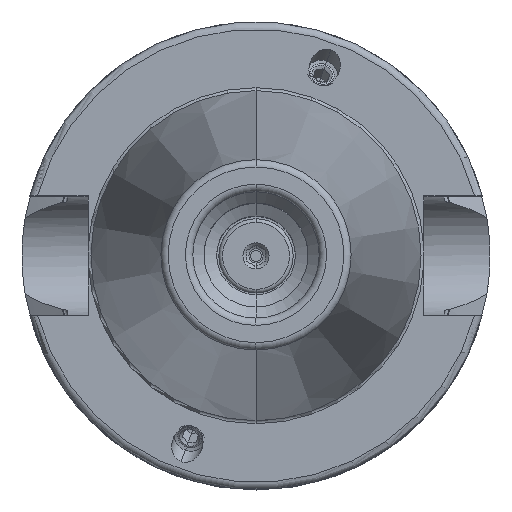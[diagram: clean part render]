
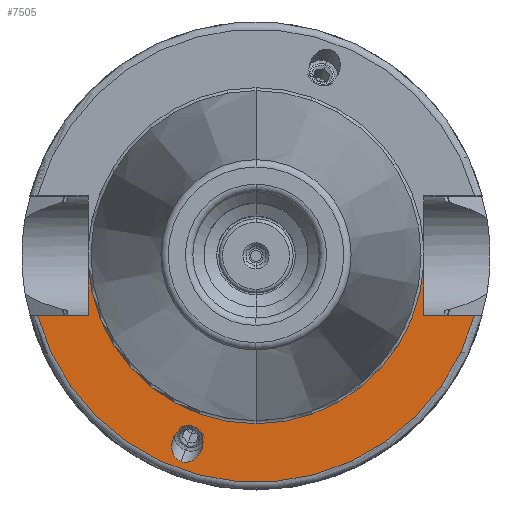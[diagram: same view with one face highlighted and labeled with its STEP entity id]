
A CAD part, top view. The second image highlights one B-rep face of the part: STEP entity #7505.
In plain terms, the highlighted planar face has unit normal (0, 0, 1).
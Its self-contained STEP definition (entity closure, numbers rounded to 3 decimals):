
#1079=CARTESIAN_POINT('',(0,0,25));
#1080=DIRECTION('',(0,0,-1));
#1081=DIRECTION('',(0.999,-0.047,0));
#1082=AXIS2_PLACEMENT_3D('',#1079,#1080,#1081);
#1398=DIRECTION('',(1,0,0));
#1399=VECTOR('',#1398,6.818);
#1400=CARTESIAN_POINT('',(-29.418,-8.05,25));
#1401=LINE('',#1400,#1399);
#1402=DIRECTION('',(0,1,0));
#1403=VECTOR('',#1402,6.987);
#1404=CARTESIAN_POINT('',(-22.6,-8.05,25));
#1405=LINE('',#1404,#1403);
#1406=DIRECTION('',(0,-1,0));
#1407=VECTOR('',#1406,6.987);
#1408=CARTESIAN_POINT('',(22.6,-1.063,25));
#1409=LINE('',#1408,#1407);
#1410=DIRECTION('',(-1,0,0));
#1411=VECTOR('',#1410,6.818);
#1412=CARTESIAN_POINT('',(29.418,-8.05,25));
#1413=LINE('',#1412,#1411);
#1458=CARTESIAN_POINT('',(-8.379,-23.02,25));
#1459=CARTESIAN_POINT('',(-8.606,-22.937,25));
#1460=CARTESIAN_POINT('',(-9.133,-22.859,25));
#1461=CARTESIAN_POINT('',(-10.014,-23.149,25));
#1462=CARTESIAN_POINT('',(-10.635,-23.711,25));
#1463=CARTESIAN_POINT('',(-10.986,-24.253,25));
#1464=CARTESIAN_POINT('',(-11.171,-24.667,25));
#1465=CARTESIAN_POINT('',(-11.295,-25.103,25));
#1466=CARTESIAN_POINT('',(-11.375,-25.744,25));
#1467=CARTESIAN_POINT('',(-11.261,-26.573,25));
#1468=CARTESIAN_POINT('',(-10.771,-27.362,25));
#1469=CARTESIAN_POINT('',(-10.318,-27.641,25));
#1470=CARTESIAN_POINT('',(-10.09,-27.723,25));
#1472=CARTESIAN_POINT('',(-10.09,-27.723,25));
#1473=CARTESIAN_POINT('',(-9.863,-27.806,25));
#1474=CARTESIAN_POINT('',(-9.337,-27.884,25));
#1475=CARTESIAN_POINT('',(-8.455,-27.594,25));
#1476=CARTESIAN_POINT('',(-7.834,-27.033,25));
#1477=CARTESIAN_POINT('',(-7.483,-26.49,25));
#1478=CARTESIAN_POINT('',(-7.298,-26.077,25));
#1479=CARTESIAN_POINT('',(-7.174,-25.641,25));
#1480=CARTESIAN_POINT('',(-7.094,-25.,25));
#1481=CARTESIAN_POINT('',(-7.208,-24.17,25));
#1482=CARTESIAN_POINT('',(-7.698,-23.381,25));
#1483=CARTESIAN_POINT('',(-8.152,-23.103,25));
#1484=CARTESIAN_POINT('',(-8.379,-23.02,25));
#1507=CARTESIAN_POINT('',(0,0,25));
#1508=DIRECTION('',(0,0,1));
#1509=DIRECTION('',(-0.999,-0.047,0));
#1510=AXIS2_PLACEMENT_3D('',#1507,#1508,#1509);
#1529=CARTESIAN_POINT('',(0,0,25));
#1530=DIRECTION('',(0,0,1));
#1531=DIRECTION('',(-0.965,-0.264,0));
#1532=AXIS2_PLACEMENT_3D('',#1529,#1530,#1531);
#4683=CARTESIAN_POINT('',(-29.418,-8.05,25));
#4684=CARTESIAN_POINT('',(-22.6,-8.05,25));
#4685=VERTEX_POINT('',#4683);
#4686=VERTEX_POINT('',#4684);
#4687=CARTESIAN_POINT('',(-22.6,-1.063,25));
#4688=VERTEX_POINT('',#4687);
#4699=CARTESIAN_POINT('',(22.6,-1.063,25));
#4700=CARTESIAN_POINT('',(22.6,-8.05,25));
#4701=VERTEX_POINT('',#4699);
#4702=VERTEX_POINT('',#4700);
#4703=CARTESIAN_POINT('',(29.418,-8.05,25));
#4704=VERTEX_POINT('',#4703);
#4759=CARTESIAN_POINT('',(0,-22.625,25));
#4761=VERTEX_POINT('',#4759);
#4876=CARTESIAN_POINT('',(-8.379,-23.02,25));
#4878=VERTEX_POINT('',#4876);
#4884=CARTESIAN_POINT('',(-10.09,-27.723,25));
#4885=VERTEX_POINT('',#4884);
#7483=CARTESIAN_POINT('',(0,0,25));
#7484=DIRECTION('',(0,0,-1));
#7485=DIRECTION('',(0,-1,0));
#7486=AXIS2_PLACEMENT_3D('',#7483,#7484,#7485);
#7487=PLANE('',#7486);
#7488=ORIENTED_EDGE('',*,*,#7468,.T.);
#7489=ORIENTED_EDGE('',*,*,#7403,.T.);
#7491=ORIENTED_EDGE('',*,*,#7490,.T.);
#7492=ORIENTED_EDGE('',*,*,#7139,.F.);
#7493=ORIENTED_EDGE('',*,*,#7160,.T.);
#7494=ORIENTED_EDGE('',*,*,#7219,.F.);
#7496=ORIENTED_EDGE('',*,*,#7495,.F.);
#7497=EDGE_LOOP('',(#7488,#7489,#7491,#7492,#7493,#7494,#7496));
#7498=FACE_OUTER_BOUND('',#7497,.F.);
#7500=ORIENTED_EDGE('',*,*,#7499,.T.);
#7502=ORIENTED_EDGE('',*,*,#7501,.T.);
#7503=EDGE_LOOP('',(#7500,#7502));
#7504=FACE_BOUND('',#7503,.F.);
#7505=ADVANCED_FACE('',(#7498,#7504),#7487,.F.);
#1083=CIRCLE('',#1082,22.625);
#1471=B_SPLINE_CURVE_WITH_KNOTS('',3,(#1458,#1459,#1460,#1461,#1462,#1463,#1464,
#1465,#1466,#1467,#1468,#1469,#1470),.UNSPECIFIED.,.F.,.F.,(4,1,1,1,1,1,1,1,1,1,
4),(0,0.125,0.25,0.375,0.438,0.5,0.563,0.625,0.75,0.875,
1.0),.UNSPECIFIED.);
#1485=B_SPLINE_CURVE_WITH_KNOTS('',3,(#1472,#1473,#1474,#1475,#1476,#1477,#1478,
#1479,#1480,#1481,#1482,#1483,#1484),.UNSPECIFIED.,.F.,.F.,(4,1,1,1,1,1,1,1,1,1,
4),(0,0.125,0.25,0.375,0.438,0.5,0.563,0.625,0.75,0.875,
1.0),.UNSPECIFIED.);
#1511=CIRCLE('',#1510,22.625);
#1533=CIRCLE('',#1532,30.5);
#7139=EDGE_CURVE('',#4701,#4761,#1083,.T.);
#7160=EDGE_CURVE('',#4701,#4702,#1409,.T.);
#7219=EDGE_CURVE('',#4704,#4702,#1413,.T.);
#7403=EDGE_CURVE('',#4686,#4688,#1405,.T.);
#7468=EDGE_CURVE('',#4685,#4686,#1401,.T.);
#7490=EDGE_CURVE('',#4688,#4761,#1511,.T.);
#7495=EDGE_CURVE('',#4685,#4704,#1533,.T.);
#7499=EDGE_CURVE('',#4878,#4885,#1471,.T.);
#7501=EDGE_CURVE('',#4885,#4878,#1485,.T.);
